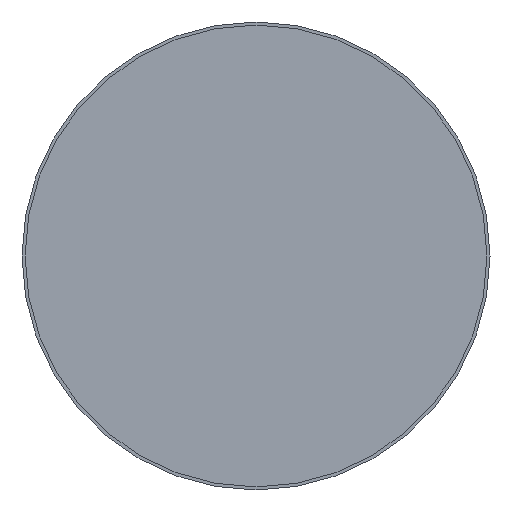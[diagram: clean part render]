
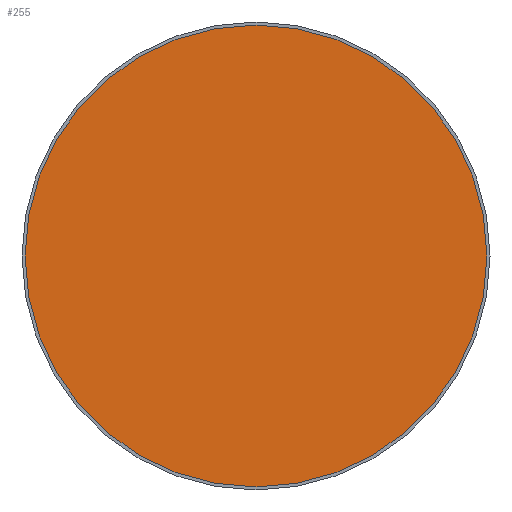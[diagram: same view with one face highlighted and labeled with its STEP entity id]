
A CAD part, left-side view. The second image highlights one B-rep face of the part: STEP entity #255.
In plain terms, the highlighted planar face has unit normal (-1, 0, 0).
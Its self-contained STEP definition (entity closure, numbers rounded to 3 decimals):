
#75 = DIRECTION ( 'NONE',  ( -1., 0., 0. ) ) ;
#106 = PLANE ( 'NONE',  #206 ) ;
#108 = EDGE_CURVE ( 'Defeature ausgef�hrt1_4+Defeature ausgef�hrt1_5+Defeature ausgef�hrt1_5+Defeature ausgef�hrt1_5', #1146, #942, #604, .T. ) ;
#206 = AXIS2_PLACEMENT_3D ( 'NONE', #392, #503, #1091 ) ;
#207 = CARTESIAN_POINT ( 'NONE',  ( -2.174, 0., -37. ) ) ;
#255 = ADVANCED_FACE ( 'Defeature ausgef�hrt1_4', ( #767 ), #106, .F. ) ;
#304 = EDGE_CURVE ( 'Defeature ausgef�hrt1_4+Defeature ausgef�hrt1_5+Defeature ausgef�hrt1_5+Defeature ausgef�hrt1_5', #942, #1146, #324, .T. ) ;
#324 = CIRCLE ( 'NONE', #1134, 37. ) ;
#359 = CARTESIAN_POINT ( 'NONE',  ( -2.174, 0., 0. ) ) ;
#387 = ORIENTED_EDGE ( 'NONE', *, *, #304, .T. ) ;
#392 = CARTESIAN_POINT ( 'NONE',  ( -2.174, 32.125, 0. ) ) ;
#503 = DIRECTION ( 'NONE',  ( 1., 0., 0. ) ) ;
#604 = CIRCLE ( 'NONE', #1217, 37. ) ;
#723 = DIRECTION ( 'NONE',  ( 0., 0., 1. ) ) ;
#729 = DIRECTION ( 'NONE',  ( -1., 0., 0. ) ) ;
#767 = FACE_OUTER_BOUND ( 'NONE', #1264, .T. ) ;
#836 = CARTESIAN_POINT ( 'NONE',  ( -2.174, 0., 37. ) ) ;
#840 = CARTESIAN_POINT ( 'NONE',  ( -2.174, 0., 0. ) ) ;
#881 = DIRECTION ( 'NONE',  ( 0., 0., 1. ) ) ;
#931 = ORIENTED_EDGE ( 'NONE', *, *, #108, .T. ) ;
#942 = VERTEX_POINT ( 'NONE', #207 ) ;
#1091 = DIRECTION ( 'NONE',  ( 0., 0., -1. ) ) ;
#1134 = AXIS2_PLACEMENT_3D ( 'NONE', #840, #729, #723 ) ;
#1146 = VERTEX_POINT ( 'NONE', #836 ) ;
#1217 = AXIS2_PLACEMENT_3D ( 'NONE', #359, #75, #881 ) ;
#1264 = EDGE_LOOP ( 'NONE', ( #931, #387 ) ) ;
